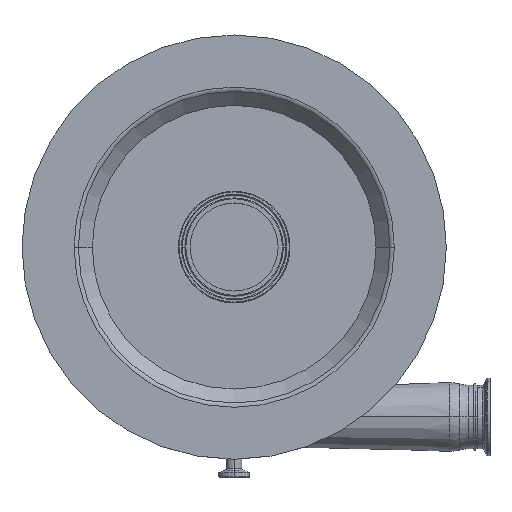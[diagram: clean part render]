
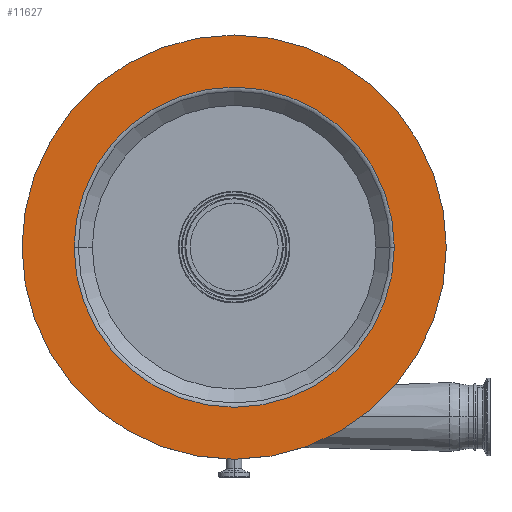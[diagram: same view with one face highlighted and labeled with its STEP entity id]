
A CAD part, top view. The second image highlights one B-rep face of the part: STEP entity #11627.
In plain terms, the highlighted planar face has unit normal (0, 0, 1).
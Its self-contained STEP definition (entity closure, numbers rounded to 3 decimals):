
#391 = CARTESIAN_POINT ( 'NONE',  ( 0., 0., 66. ) ) ;
#1644 = ORIENTED_EDGE ( 'NONE', *, *, #12531, .T. ) ;
#1946 = ORIENTED_EDGE ( 'NONE', *, *, #14214, .F. ) ;
#2624 = DIRECTION ( 'NONE',  ( -1., 0., 0. ) ) ;
#2626 = DIRECTION ( 'NONE',  ( -1., 0., 0. ) ) ;
#2690 = AXIS2_PLACEMENT_3D ( 'NONE', #6841, #3611, #2733 ) ;
#2733 = DIRECTION ( 'NONE',  ( -1., 0., 0. ) ) ;
#3185 = CARTESIAN_POINT ( 'NONE',  ( 175., 0., 66. ) ) ;
#3294 = VERTEX_POINT ( 'NONE', #3185 ) ;
#3611 = DIRECTION ( 'NONE',  ( 0., 0., -1. ) ) ;
#3714 = FACE_BOUND ( 'NONE', #14246, .T. ) ;
#3905 = ORIENTED_EDGE ( 'NONE', *, *, #16677, .F. ) ;
#3961 = AXIS2_PLACEMENT_3D ( 'NONE', #7057, #18962, #14544 ) ;
#3981 = AXIS2_PLACEMENT_3D ( 'NONE', #5627, #13254, #2624 ) ;
#4286 = VERTEX_POINT ( 'NONE', #8151 ) ;
#4587 = CIRCLE ( 'NONE', #2690, 132.071 ) ;
#4930 = VERTEX_POINT ( 'NONE', #8533 ) ;
#4961 = ORIENTED_EDGE ( 'NONE', *, *, #18895, .T. ) ;
#5514 = DIRECTION ( 'NONE',  ( -1., 0., 0. ) ) ;
#5627 = CARTESIAN_POINT ( 'NONE',  ( 0., 0., 66. ) ) ;
#5967 = AXIS2_PLACEMENT_3D ( 'NONE', #391, #16431, #5514 ) ;
#6841 = CARTESIAN_POINT ( 'NONE',  ( 0., 0., 66. ) ) ;
#7057 = CARTESIAN_POINT ( 'NONE',  ( 0., 175., 66. ) ) ;
#7318 = CIRCLE ( 'NONE', #10201, 132.071 ) ;
#8151 = CARTESIAN_POINT ( 'NONE',  ( -132.071, 0., 66. ) ) ;
#8465 = FACE_OUTER_BOUND ( 'NONE', #18776, .T. ) ;
#8507 = CIRCLE ( 'NONE', #3981, 175. ) ;
#8533 = CARTESIAN_POINT ( 'NONE',  ( -175., 0., 66. ) ) ;
#8680 = CARTESIAN_POINT ( 'NONE',  ( 0., 0., 66. ) ) ;
#9132 = DIRECTION ( 'NONE',  ( 0., 0., -1. ) ) ;
#10201 = AXIS2_PLACEMENT_3D ( 'NONE', #8680, #9132, #2626 ) ;
#10487 = CARTESIAN_POINT ( 'NONE',  ( 132.071, 0., 66. ) ) ;
#11627 = ADVANCED_FACE ( 'NONE', ( #3714, #8465 ), #12763, .F. ) ;
#12000 = VERTEX_POINT ( 'NONE', #10487 ) ;
#12531 = EDGE_CURVE ( 'NONE', #4286, #12000, #4587, .T. ) ;
#12763 = PLANE ( 'NONE',  #3961 ) ;
#13254 = DIRECTION ( 'NONE',  ( 0., 0., -1. ) ) ;
#13650 = CIRCLE ( 'NONE', #5967, 175. ) ;
#14214 = EDGE_CURVE ( 'NONE', #3294, #4930, #8507, .T. ) ;
#14246 = EDGE_LOOP ( 'NONE', ( #1644, #4961 ) ) ;
#14544 = DIRECTION ( 'NONE',  ( -1., 0., 0. ) ) ;
#16431 = DIRECTION ( 'NONE',  ( 0., 0., -1. ) ) ;
#16677 = EDGE_CURVE ( 'NONE', #4930, #3294, #13650, .T. ) ;
#18776 = EDGE_LOOP ( 'NONE', ( #3905, #1946 ) ) ;
#18895 = EDGE_CURVE ( 'NONE', #12000, #4286, #7318, .T. ) ;
#18962 = DIRECTION ( 'NONE',  ( 0., 0., -1. ) ) ;
